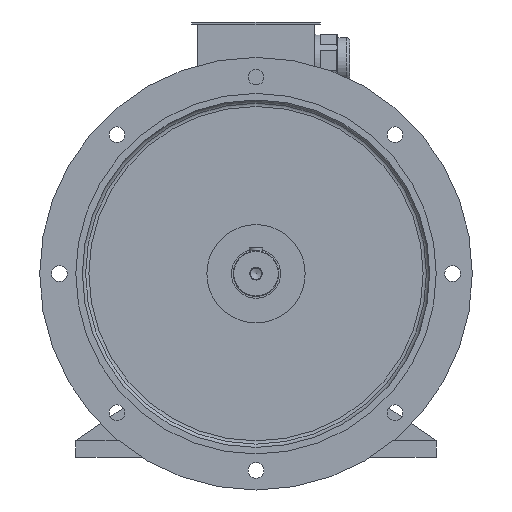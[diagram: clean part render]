
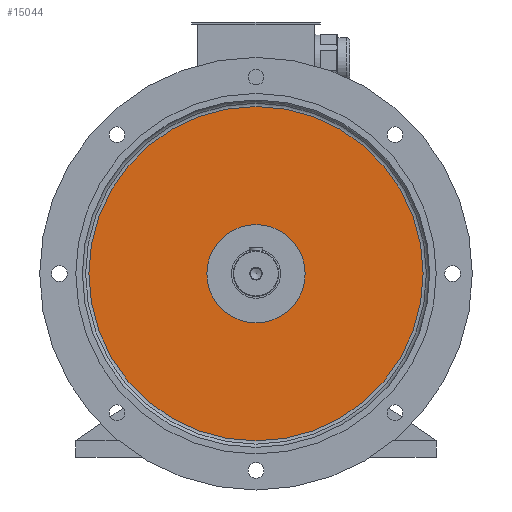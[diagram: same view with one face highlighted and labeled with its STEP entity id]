
A CAD part, front view. The second image highlights one B-rep face of the part: STEP entity #15044.
In plain terms, the highlighted planar face has unit normal (0, -1, 0).
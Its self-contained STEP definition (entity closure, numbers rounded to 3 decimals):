
#2301=PLANE('',#15687);
#2785=ORIENTED_EDGE('',*,*,#6082,.T.);
#2786=ORIENTED_EDGE('',*,*,#6053,.T.);
#6053=EDGE_CURVE('',#7723,#7723,#8848,.T.);
#6082=EDGE_CURVE('',#7749,#7749,#8867,.T.);
#7723=VERTEX_POINT('',#20044);
#7749=VERTEX_POINT('',#20346);
#8848=CIRCLE('',#15646,75.);
#8867=CIRCLE('',#15686,255.);
#9396=EDGE_LOOP('',(#2785));
#9397=EDGE_LOOP('',(#2786));
#10075=FACE_BOUND('',#9396,.T.);
#10076=FACE_BOUND('',#9397,.T.);
#15044=ADVANCED_FACE('',(#10075,#10076),#2301,.T.);
#15646=AXIS2_PLACEMENT_3D('',#20043,#16793,#16794);
#15686=AXIS2_PLACEMENT_3D('',#20345,#16881,#16882);
#15687=AXIS2_PLACEMENT_3D('',#20347,#16883,#16884);
#16793=DIRECTION('',(0.,1.,0.));
#16794=DIRECTION('',(1.,0.,0.));
#16881=DIRECTION('',(0.,-1.,0.));
#16882=DIRECTION('',(0.,0.,-1.));
#16883=DIRECTION('',(0.,-1.,0.));
#16884=DIRECTION('',(0.,0.,-1.));
#20043=CARTESIAN_POINT('',(0.,-60.,0.));
#20044=CARTESIAN_POINT('',(75.,-60.,0.));
#20345=CARTESIAN_POINT('',(0.,-60.,0.));
#20346=CARTESIAN_POINT('',(0.,-60.,-255.));
#20347=CARTESIAN_POINT('',(0.,-60.,0.));
